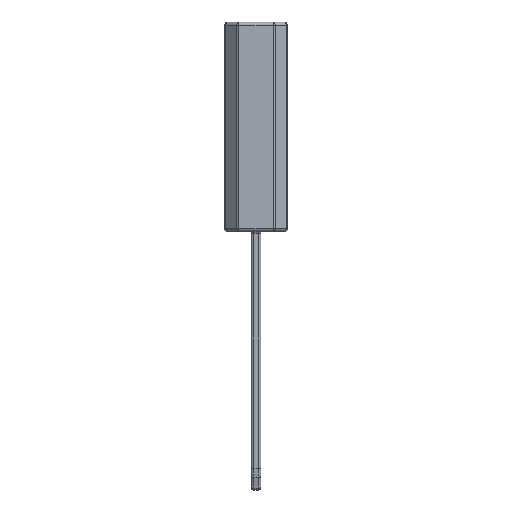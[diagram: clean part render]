
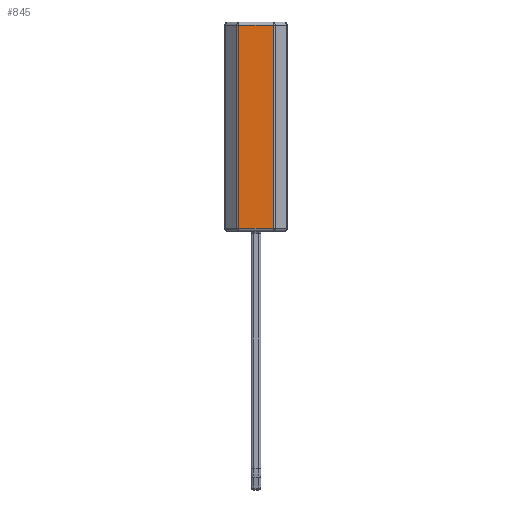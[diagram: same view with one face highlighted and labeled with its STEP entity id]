
A CAD part, left-side view. The second image highlights one B-rep face of the part: STEP entity #845.
In plain terms, the highlighted planar face has unit normal (-1, 0, 0).
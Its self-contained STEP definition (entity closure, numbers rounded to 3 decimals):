
#187 = CYLINDRICAL_SURFACE('',#188,0.125);
#188 = AXIS2_PLACEMENT_3D('',#189,#190,#191);
#189 = CARTESIAN_POINT('',(-1.145,0.692,0.));
#190 = DIRECTION('',(0.,0.,1.));
#191 = DIRECTION('',(-0.707,0.707,0.));
#292 = VERTEX_POINT('',#293);
#293 = CARTESIAN_POINT('',(-1.27,0.692,0.125));
#320 = EDGE_CURVE('',#292,#321,#323,.T.);
#321 = VERTEX_POINT('',#322);
#322 = CARTESIAN_POINT('',(-1.27,0.692,8.375));
#323 = SURFACE_CURVE('',#324,(#328,#335),.PCURVE_S1.);
#324 = LINE('',#325,#326);
#325 = CARTESIAN_POINT('',(-1.27,0.692,0.));
#326 = VECTOR('',#327,1.);
#327 = DIRECTION('',(0.,0.,1.));
#328 = PCURVE('',#187,#329);
#329 = DEFINITIONAL_REPRESENTATION('',(#330),#334);
#330 = LINE('',#331,#332);
#331 = CARTESIAN_POINT('',(0.785,0.));
#332 = VECTOR('',#333,1.);
#333 = DIRECTION('',(0.,1.));
#334 = ( GEOMETRIC_REPRESENTATION_CONTEXT(2) 
PARAMETRIC_REPRESENTATION_CONTEXT() REPRESENTATION_CONTEXT('2D SPACE',''
  ) );
#335 = PCURVE('',#336,#341);
#336 = PLANE('',#337);
#337 = AXIS2_PLACEMENT_3D('',#338,#339,#340);
#338 = CARTESIAN_POINT('',(-1.27,-0.744,0.));
#339 = DIRECTION('',(-1.,0.,0.));
#340 = DIRECTION('',(0.,1.,0.));
#341 = DEFINITIONAL_REPRESENTATION('',(#342),#346);
#342 = LINE('',#343,#344);
#343 = CARTESIAN_POINT('',(1.436,0.));
#344 = VECTOR('',#345,1.);
#345 = DIRECTION('',(0.,-1.));
#346 = ( GEOMETRIC_REPRESENTATION_CONTEXT(2) 
PARAMETRIC_REPRESENTATION_CONTEXT() REPRESENTATION_CONTEXT('2D SPACE',''
  ) );
#550 = CYLINDRICAL_SURFACE('',#551,0.125);
#551 = AXIS2_PLACEMENT_3D('',#552,#553,#554);
#552 = CARTESIAN_POINT('',(-1.145,-0.744,8.375));
#553 = DIRECTION('',(0.,1.,0.));
#554 = DIRECTION('',(-1.,0.,0.));
#832 = CYLINDRICAL_SURFACE('',#833,0.125);
#833 = AXIS2_PLACEMENT_3D('',#834,#835,#836);
#834 = CARTESIAN_POINT('',(-1.145,-0.744,0.125));
#835 = DIRECTION('',(0.,1.,0.));
#836 = DIRECTION('',(-1.,0.,0.));
#845 = ADVANCED_FACE('',(#846),#336,.T.);
#846 = FACE_BOUND('',#847,.T.);
#847 = EDGE_LOOP('',(#848,#871,#872,#895));
#848 = ORIENTED_EDGE('',*,*,#849,.T.);
#849 = EDGE_CURVE('',#850,#321,#852,.T.);
#850 = VERTEX_POINT('',#851);
#851 = CARTESIAN_POINT('',(-1.27,-0.692,8.375));
#852 = SURFACE_CURVE('',#853,(#857,#864),.PCURVE_S1.);
#853 = LINE('',#854,#855);
#854 = CARTESIAN_POINT('',(-1.27,-0.744,8.375));
#855 = VECTOR('',#856,1.);
#856 = DIRECTION('',(0.,1.,0.));
#857 = PCURVE('',#336,#858);
#858 = DEFINITIONAL_REPRESENTATION('',(#859),#863);
#859 = LINE('',#860,#861);
#860 = CARTESIAN_POINT('',(0.,-8.375));
#861 = VECTOR('',#862,1.);
#862 = DIRECTION('',(1.,0.));
#863 = ( GEOMETRIC_REPRESENTATION_CONTEXT(2) 
PARAMETRIC_REPRESENTATION_CONTEXT() REPRESENTATION_CONTEXT('2D SPACE',''
  ) );
#864 = PCURVE('',#550,#865);
#865 = DEFINITIONAL_REPRESENTATION('',(#866),#870);
#866 = LINE('',#867,#868);
#867 = CARTESIAN_POINT('',(0.,0.));
#868 = VECTOR('',#869,1.);
#869 = DIRECTION('',(0.,1.));
#870 = ( GEOMETRIC_REPRESENTATION_CONTEXT(2) 
PARAMETRIC_REPRESENTATION_CONTEXT() REPRESENTATION_CONTEXT('2D SPACE',''
  ) );
#871 = ORIENTED_EDGE('',*,*,#320,.F.);
#872 = ORIENTED_EDGE('',*,*,#873,.F.);
#873 = EDGE_CURVE('',#874,#292,#876,.T.);
#874 = VERTEX_POINT('',#875);
#875 = CARTESIAN_POINT('',(-1.27,-0.692,0.125));
#876 = SURFACE_CURVE('',#877,(#881,#888),.PCURVE_S1.);
#877 = LINE('',#878,#879);
#878 = CARTESIAN_POINT('',(-1.27,-0.744,0.125));
#879 = VECTOR('',#880,1.);
#880 = DIRECTION('',(0.,1.,0.));
#881 = PCURVE('',#336,#882);
#882 = DEFINITIONAL_REPRESENTATION('',(#883),#887);
#883 = LINE('',#884,#885);
#884 = CARTESIAN_POINT('',(0.,-0.125));
#885 = VECTOR('',#886,1.);
#886 = DIRECTION('',(1.,0.));
#887 = ( GEOMETRIC_REPRESENTATION_CONTEXT(2) 
PARAMETRIC_REPRESENTATION_CONTEXT() REPRESENTATION_CONTEXT('2D SPACE',''
  ) );
#888 = PCURVE('',#832,#889);
#889 = DEFINITIONAL_REPRESENTATION('',(#890),#894);
#890 = LINE('',#891,#892);
#891 = CARTESIAN_POINT('',(-0.,0.));
#892 = VECTOR('',#893,1.);
#893 = DIRECTION('',(-0.,1.));
#894 = ( GEOMETRIC_REPRESENTATION_CONTEXT(2) 
PARAMETRIC_REPRESENTATION_CONTEXT() REPRESENTATION_CONTEXT('2D SPACE',''
  ) );
#895 = ORIENTED_EDGE('',*,*,#896,.T.);
#896 = EDGE_CURVE('',#874,#850,#897,.T.);
#897 = SURFACE_CURVE('',#898,(#902,#909),.PCURVE_S1.);
#898 = LINE('',#899,#900);
#899 = CARTESIAN_POINT('',(-1.27,-0.692,0.));
#900 = VECTOR('',#901,1.);
#901 = DIRECTION('',(0.,0.,1.));
#902 = PCURVE('',#336,#903);
#903 = DEFINITIONAL_REPRESENTATION('',(#904),#908);
#904 = LINE('',#905,#906);
#905 = CARTESIAN_POINT('',(0.052,0.));
#906 = VECTOR('',#907,1.);
#907 = DIRECTION('',(0.,-1.));
#908 = ( GEOMETRIC_REPRESENTATION_CONTEXT(2) 
PARAMETRIC_REPRESENTATION_CONTEXT() REPRESENTATION_CONTEXT('2D SPACE',''
  ) );
#909 = PCURVE('',#910,#915);
#910 = CYLINDRICAL_SURFACE('',#911,0.125);
#911 = AXIS2_PLACEMENT_3D('',#912,#913,#914);
#912 = CARTESIAN_POINT('',(-1.145,-0.692,0.));
#913 = DIRECTION('',(0.,0.,1.));
#914 = DIRECTION('',(-1.,0.,0.));
#915 = DEFINITIONAL_REPRESENTATION('',(#916),#920);
#916 = LINE('',#917,#918);
#917 = CARTESIAN_POINT('',(0.,0.));
#918 = VECTOR('',#919,1.);
#919 = DIRECTION('',(0.,1.));
#920 = ( GEOMETRIC_REPRESENTATION_CONTEXT(2) 
PARAMETRIC_REPRESENTATION_CONTEXT() REPRESENTATION_CONTEXT('2D SPACE',''
  ) );
